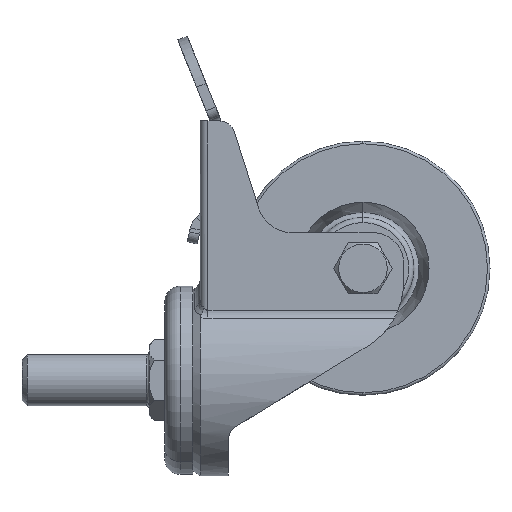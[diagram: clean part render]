
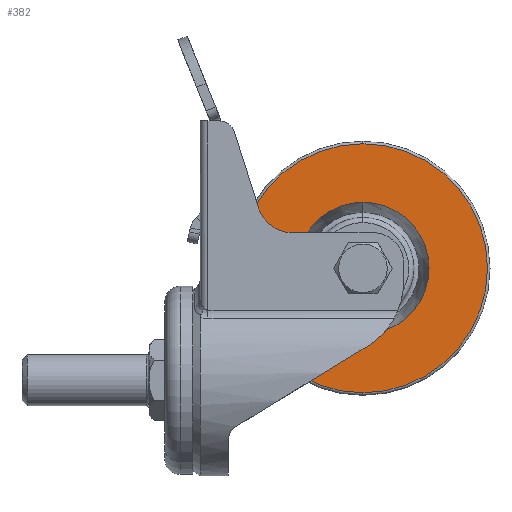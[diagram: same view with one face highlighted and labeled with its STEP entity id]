
A CAD part, left-side view. The second image highlights one B-rep face of the part: STEP entity #382.
In plain terms, the highlighted face is planar.
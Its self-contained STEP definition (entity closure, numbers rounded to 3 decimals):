
#143 = AXIS2_PLACEMENT_3D ( 'NONE', #2572, #1415, #6602 ) ;
#343 = EDGE_LOOP ( 'NONE', ( #4981, #1279 ) ) ;
#382 = ADVANCED_FACE ( 'NONE', ( #7295, #5009 ), #7330, .F. ) ;
#463 = DIRECTION ( 'NONE',  ( 0., 0., 1. ) ) ;
#577 = CARTESIAN_POINT ( 'NONE',  ( 0., 0., -8. ) ) ;
#754 = EDGE_CURVE ( 'NONE', #5174, #2975, #5029, .T. ) ;
#814 = CARTESIAN_POINT ( 'NONE',  ( -24.5, 0., -8. ) ) ;
#869 = VERTEX_POINT ( 'NONE', #814 ) ;
#1261 = DIRECTION ( 'NONE',  ( 1., 0., 0. ) ) ;
#1279 = ORIENTED_EDGE ( 'NONE', *, *, #6248, .T. ) ;
#1302 = CARTESIAN_POINT ( 'NONE',  ( 24.5, 0., -8. ) ) ;
#1415 = DIRECTION ( 'NONE',  ( 0., 0., -1. ) ) ;
#1452 = CIRCLE ( 'NONE', #143, 24.5 ) ;
#1510 = CARTESIAN_POINT ( 'NONE',  ( 0., 0., -8. ) ) ;
#1714 = CARTESIAN_POINT ( 'NONE',  ( 13., 0., -8. ) ) ;
#1770 = CARTESIAN_POINT ( 'NONE',  ( 0., 0., -8. ) ) ;
#1854 = DIRECTION ( 'NONE',  ( 0., 0., 1. ) ) ;
#2277 = CARTESIAN_POINT ( 'NONE',  ( -13., 0., -8. ) ) ;
#2572 = CARTESIAN_POINT ( 'NONE',  ( 0., 0., -8. ) ) ;
#2688 = DIRECTION ( 'NONE',  ( 1., 0., 0. ) ) ;
#2868 = AXIS2_PLACEMENT_3D ( 'NONE', #1510, #3780, #6044 ) ;
#2975 = VERTEX_POINT ( 'NONE', #1714 ) ;
#3338 = DIRECTION ( 'NONE',  ( 1., 0., 0. ) ) ;
#3617 = EDGE_CURVE ( 'NONE', #2975, #5174, #4176, .T. ) ;
#3740 = ORIENTED_EDGE ( 'NONE', *, *, #3617, .T. ) ;
#3780 = DIRECTION ( 'NONE',  ( 0., 0., 1. ) ) ;
#4176 = CIRCLE ( 'NONE', #2868, 13. ) ;
#4383 = EDGE_CURVE ( 'NONE', #4636, #869, #1452, .T. ) ;
#4505 = DIRECTION ( 'NONE',  ( 0., 0., -1. ) ) ;
#4636 = VERTEX_POINT ( 'NONE', #1302 ) ;
#4981 = ORIENTED_EDGE ( 'NONE', *, *, #4383, .T. ) ;
#5009 = FACE_BOUND ( 'NONE', #5499, .T. ) ;
#5029 = CIRCLE ( 'NONE', #6942, 13. ) ;
#5174 = VERTEX_POINT ( 'NONE', #2277 ) ;
#5258 = ORIENTED_EDGE ( 'NONE', *, *, #754, .T. ) ;
#5499 = EDGE_LOOP ( 'NONE', ( #3740, #5258 ) ) ;
#5573 = AXIS2_PLACEMENT_3D ( 'NONE', #5584, #4505, #2688 ) ;
#5584 = CARTESIAN_POINT ( 'NONE',  ( 0., 0., -8. ) ) ;
#5735 = AXIS2_PLACEMENT_3D ( 'NONE', #577, #463, #3338 ) ;
#6044 = DIRECTION ( 'NONE',  ( 1., 0., 0. ) ) ;
#6248 = EDGE_CURVE ( 'NONE', #869, #4636, #6649, .T. ) ;
#6602 = DIRECTION ( 'NONE',  ( 1., 0., 0. ) ) ;
#6649 = CIRCLE ( 'NONE', #5573, 24.5 ) ;
#6942 = AXIS2_PLACEMENT_3D ( 'NONE', #1770, #1854, #1261 ) ;
#7295 = FACE_OUTER_BOUND ( 'NONE', #343, .T. ) ;
#7330 = PLANE ( 'NONE',  #5735 ) ;
